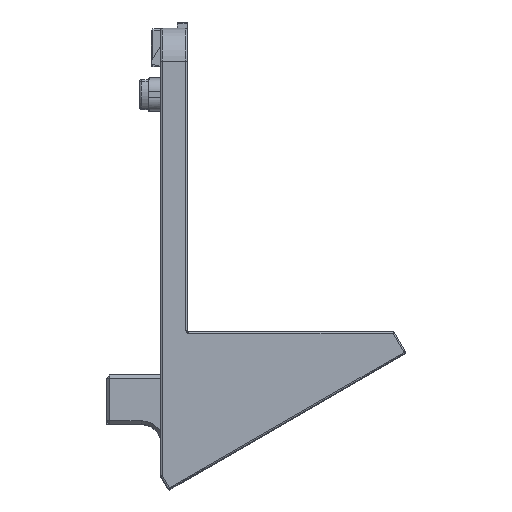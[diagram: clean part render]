
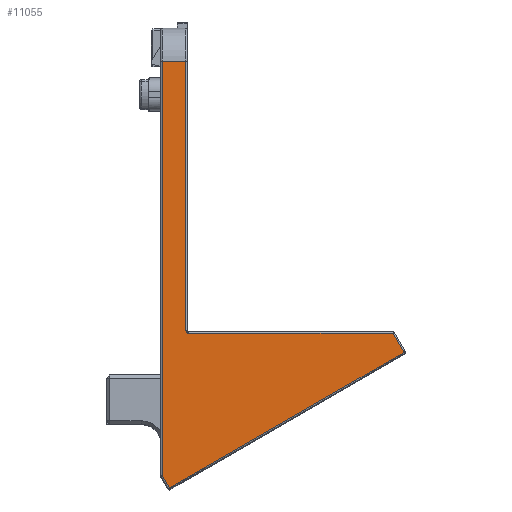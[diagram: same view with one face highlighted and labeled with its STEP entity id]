
A CAD part, top view. The second image highlights one B-rep face of the part: STEP entity #11055.
In plain terms, the highlighted planar face has unit normal (0, 0, 1).
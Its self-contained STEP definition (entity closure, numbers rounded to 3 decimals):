
#29 = VERTEX_POINT ( 'NONE', #10542 ) ;
#136 = VERTEX_POINT ( 'NONE', #3231 ) ;
#167 = PLANE ( 'NONE',  #11064 ) ;
#366 = ORIENTED_EDGE ( 'NONE', *, *, #6910, .T. ) ;
#771 = LINE ( 'NONE', #8403, #10828 ) ;
#888 = CARTESIAN_POINT ( 'NONE',  ( 162.599, 162.888, 64. ) ) ;
#997 = EDGE_CURVE ( 'NONE', #10863, #2684, #771, .T. ) ;
#1110 = FACE_OUTER_BOUND ( 'NONE', #2741, .T. ) ;
#1304 = EDGE_CURVE ( 'NONE', #29, #6411, #7014, .T. ) ;
#1436 = EDGE_CURVE ( 'NONE', #136, #5303, #3561, .T. ) ;
#2116 = EDGE_CURVE ( 'NONE', #10863, #5303, #7192, .T. ) ;
#2260 = DIRECTION ( 'NONE',  ( 0.866, 0.5, 0. ) ) ;
#2591 = AXIS2_PLACEMENT_3D ( 'NONE', #4975, #7877, #11719 ) ;
#2673 = EDGE_CURVE ( 'NONE', #9714, #29, #5747, .T. ) ;
#2684 = VERTEX_POINT ( 'NONE', #888 ) ;
#2741 = EDGE_LOOP ( 'NONE', ( #5505, #11290, #5506, #11636, #2770, #10294, #366, #11680 ) ) ;
#2770 = ORIENTED_EDGE ( 'NONE', *, *, #2673, .T. ) ;
#2874 = DIRECTION ( 'NONE',  ( -1., 0., 0. ) ) ;
#2920 = CARTESIAN_POINT ( 'NONE',  ( 162.599, 122.057, 64. ) ) ;
#2935 = DIRECTION ( 'NONE',  ( 0.5, -0.866, 0. ) ) ;
#3017 = CARTESIAN_POINT ( 'NONE',  ( 195.672, 118.774, 64. ) ) ;
#3231 = CARTESIAN_POINT ( 'NONE',  ( 194.007, 121.657, 64. ) ) ;
#3524 = DIRECTION ( 'NONE',  ( 0., 1., 0. ) ) ;
#3561 = LINE ( 'NONE', #7384, #12238 ) ;
#3984 = CARTESIAN_POINT ( 'NONE',  ( 0., 0., 64. ) ) ;
#4095 = CARTESIAN_POINT ( 'NONE',  ( -2.513, 4.352, 64. ) ) ;
#4771 = CARTESIAN_POINT ( 'NONE',  ( 158.995, 100.038, 64. ) ) ;
#4975 = CARTESIAN_POINT ( 'NONE',  ( 162.999, 122.057, 64. ) ) ;
#5303 = VERTEX_POINT ( 'NONE', #6956 ) ;
#5470 = DIRECTION ( 'NONE',  ( -1., 0., 0. ) ) ;
#5505 = ORIENTED_EDGE ( 'NONE', *, *, #2116, .F. ) ;
#5506 = ORIENTED_EDGE ( 'NONE', *, *, #8291, .T. ) ;
#5747 = LINE ( 'NONE', #11542, #8623 ) ;
#5795 = EDGE_CURVE ( 'NONE', #11455, #9714, #8314, .T. ) ;
#5882 = LINE ( 'NONE', #8770, #7641 ) ;
#5917 = DIRECTION ( 'NONE',  ( 0., 0., -1. ) ) ;
#6411 = VERTEX_POINT ( 'NONE', #3017 ) ;
#6910 = EDGE_CURVE ( 'NONE', #6411, #136, #5882, .T. ) ;
#6956 = CARTESIAN_POINT ( 'NONE',  ( 162.999, 121.657, 64. ) ) ;
#7014 = LINE ( 'NONE', #4095, #10224 ) ;
#7192 = CIRCLE ( 'NONE', #2591, 0.4 ) ;
#7384 = CARTESIAN_POINT ( 'NONE',  ( 0., 121.657, 64. ) ) ;
#7413 = CARTESIAN_POINT ( 'NONE',  ( 0., 162.888, 64. ) ) ;
#7641 = VECTOR ( 'NONE', #7839, 1000. ) ;
#7839 = DIRECTION ( 'NONE',  ( -0.5, 0.866, 0. ) ) ;
#7877 = DIRECTION ( 'NONE',  ( 0., 0., 1. ) ) ;
#7971 = CARTESIAN_POINT ( 'NONE',  ( 158.995, 162.888, 64. ) ) ;
#8081 = VECTOR ( 'NONE', #5470, 1000. ) ;
#8239 = LINE ( 'NONE', #7413, #8081 ) ;
#8291 = EDGE_CURVE ( 'NONE', #2684, #11455, #8239, .T. ) ;
#8314 = LINE ( 'NONE', #9373, #8397 ) ;
#8397 = VECTOR ( 'NONE', #12166, 1000. ) ;
#8403 = CARTESIAN_POINT ( 'NONE',  ( 162.599, 0., 64. ) ) ;
#8623 = VECTOR ( 'NONE', #2935, 1000. ) ;
#8770 = CARTESIAN_POINT ( 'NONE',  ( 198.185, 114.422, 64. ) ) ;
#9373 = CARTESIAN_POINT ( 'NONE',  ( 158.995, 0., 64. ) ) ;
#9714 = VERTEX_POINT ( 'NONE', #4771 ) ;
#9762 = DIRECTION ( 'NONE',  ( -1., 0., 0. ) ) ;
#10224 = VECTOR ( 'NONE', #2260, 1000. ) ;
#10294 = ORIENTED_EDGE ( 'NONE', *, *, #1304, .T. ) ;
#10542 = CARTESIAN_POINT ( 'NONE',  ( 160.051, 98.209, 64. ) ) ;
#10828 = VECTOR ( 'NONE', #3524, 1000. ) ;
#10863 = VERTEX_POINT ( 'NONE', #2920 ) ;
#11055 = ADVANCED_FACE ( 'NONE', ( #1110 ), #167, .F. ) ;
#11064 = AXIS2_PLACEMENT_3D ( 'NONE', #3984, #5917, #9762 ) ;
#11290 = ORIENTED_EDGE ( 'NONE', *, *, #997, .T. ) ;
#11455 = VERTEX_POINT ( 'NONE', #7971 ) ;
#11542 = CARTESIAN_POINT ( 'NONE',  ( 162.564, 93.856, 64. ) ) ;
#11636 = ORIENTED_EDGE ( 'NONE', *, *, #5795, .T. ) ;
#11680 = ORIENTED_EDGE ( 'NONE', *, *, #1436, .T. ) ;
#11719 = DIRECTION ( 'NONE',  ( -1., 0., 0. ) ) ;
#12166 = DIRECTION ( 'NONE',  ( 0., -1., 0. ) ) ;
#12238 = VECTOR ( 'NONE', #2874, 1000. ) ;
